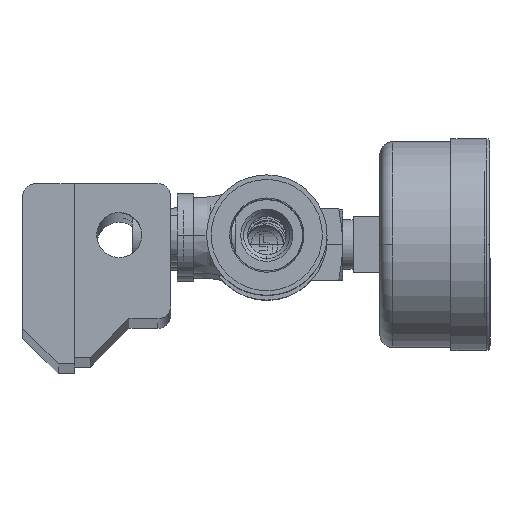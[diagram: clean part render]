
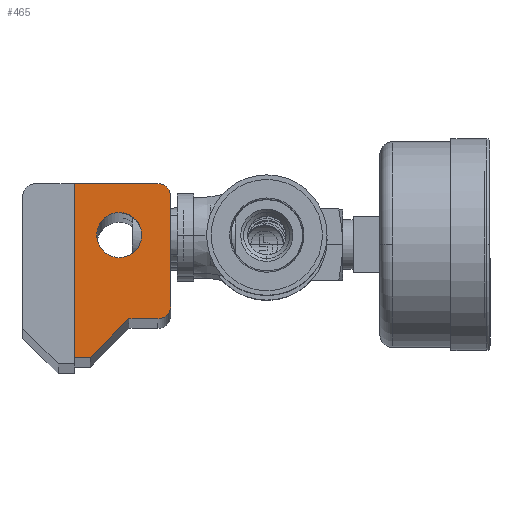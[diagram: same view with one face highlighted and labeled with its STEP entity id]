
A CAD part, top view. The second image highlights one B-rep face of the part: STEP entity #465.
In plain terms, the highlighted planar face has unit normal (0, 0, 1).
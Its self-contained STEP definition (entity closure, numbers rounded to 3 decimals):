
#465=ADVANCED_FACE('',(#1732,#1733),#1734,.T.);
#1732=FACE_BOUND('',#4272,.T.);
#1733=FACE_OUTER_BOUND('',#4273,.T.);
#1734=PLANE('',#4274);
#4272=EDGE_LOOP('',(#9309,#9310));
#4273=EDGE_LOOP('',(#9311,#9312,#9313,#9314,#9315,#9316,#9317,#9318));
#4274=AXIS2_PLACEMENT_3D('',#9319,#9320,#9321);
#9309=ORIENTED_EDGE('',*,*,#17383,.T.);
#9310=ORIENTED_EDGE('',*,*,#17576,.T.);
#9311=ORIENTED_EDGE('',*,*,#17577,.F.);
#9312=ORIENTED_EDGE('',*,*,#17599,.F.);
#9313=ORIENTED_EDGE('',*,*,#17596,.F.);
#9314=ORIENTED_EDGE('',*,*,#17593,.F.);
#9315=ORIENTED_EDGE('',*,*,#17590,.F.);
#9316=ORIENTED_EDGE('',*,*,#17587,.F.);
#9317=ORIENTED_EDGE('',*,*,#17584,.F.);
#9318=ORIENTED_EDGE('',*,*,#17581,.F.);
#9319=CARTESIAN_POINT('',(-1.923,5.449,1371.6));
#9320=DIRECTION('',(0.0,0.0,1.0));
#9321=DIRECTION('',(1.0,0.0,0.0));
#17383=EDGE_CURVE('',#20114,#20111,#20115,.T.);
#17576=EDGE_CURVE('',#20111,#20114,#20435,.T.);
#17577=EDGE_CURVE('',#20436,#20437,#20438,.T.);
#17581=EDGE_CURVE('',#20437,#20444,#20445,.T.);
#17584=EDGE_CURVE('',#20444,#20449,#20450,.T.);
#17587=EDGE_CURVE('',#20449,#20454,#20455,.T.);
#17590=EDGE_CURVE('',#20454,#20459,#20460,.T.);
#17593=EDGE_CURVE('',#20459,#20464,#20465,.T.);
#17596=EDGE_CURVE('',#20464,#20469,#20470,.T.);
#17599=EDGE_CURVE('',#20469,#20436,#20474,.T.);
#20111=VERTEX_POINT('',#24630);
#20114=VERTEX_POINT('',#24634);
#20115=CIRCLE('',#24635,5.556);
#20435=CIRCLE('',#25019,5.556);
#20436=VERTEX_POINT('',#25020);
#20437=VERTEX_POINT('',#25021);
#20438=CIRCLE('',#25022,3.175);
#20444=VERTEX_POINT('',#25030);
#20445=LINE('',#25031,#25032);
#20449=VERTEX_POINT('',#25038);
#20450=CIRCLE('',#25039,3.175);
#20454=VERTEX_POINT('',#25044);
#20455=LINE('',#25045,#25046);
#20459=VERTEX_POINT('',#25052);
#20460=LINE('',#25053,#25054);
#20464=VERTEX_POINT('',#25060);
#20465=LINE('',#25061,#25062);
#20469=VERTEX_POINT('',#25068);
#20470=LINE('',#25069,#25070);
#20474=LINE('',#25076,#25077);
#24630=CARTESIAN_POINT('',(-6.992,12.392,1371.6));
#24634=CARTESIAN_POINT('',(4.121,12.392,1371.6));
#24635=AXIS2_PLACEMENT_3D('',#33995,#33996,#33997);
#25019=AXIS2_PLACEMENT_3D('',#34446,#34447,#34448);
#25020=CARTESIAN_POINT('',(8.09,25.092,1371.6));
#25021=CARTESIAN_POINT('',(11.265,21.917,1371.6));
#25022=AXIS2_PLACEMENT_3D('',#34449,#34450,#34451);
#25030=CARTESIAN_POINT('',(11.265,-5.071,1371.6));
#25031=CARTESIAN_POINT('',(11.265,21.917,1371.6));
#25032=VECTOR('',#34457,26.988);
#25038=CARTESIAN_POINT('',(8.09,-8.246,1371.6));
#25039=AXIS2_PLACEMENT_3D('',#34460,#34461,#34462);
#25044=CARTESIAN_POINT('',(0.946,-8.246,1371.6));
#25045=CARTESIAN_POINT('',(8.09,-8.246,1371.6));
#25046=VECTOR('',#34467,7.144);
#25052=CARTESIAN_POINT('',(-8.579,-17.771,1371.6));
#25053=CARTESIAN_POINT('',(0.946,-8.246,1371.6));
#25054=VECTOR('',#34470,13.47);
#25060=CARTESIAN_POINT('',(-12.548,-17.771,1371.6));
#25061=CARTESIAN_POINT('',(-8.579,-17.771,1371.6));
#25062=VECTOR('',#34473,3.969);
#25068=CARTESIAN_POINT('',(-12.548,25.092,1371.6));
#25069=CARTESIAN_POINT('',(-12.548,-17.771,1371.6));
#25070=VECTOR('',#34476,42.863);
#25076=CARTESIAN_POINT('',(-12.548,25.092,1371.6));
#25077=VECTOR('',#34479,20.638);
#33995=CARTESIAN_POINT('',(-1.435,12.392,1371.6));
#33996=DIRECTION('',(0.0,0.0,-1.0));
#33997=DIRECTION('',(-1.0,0.0,0.0));
#34446=CARTESIAN_POINT('',(-1.435,12.392,1371.6));
#34447=DIRECTION('',(0.0,0.0,-1.0));
#34448=DIRECTION('',(-1.0,0.0,0.0));
#34449=CARTESIAN_POINT('',(8.09,21.917,1371.6));
#34450=DIRECTION('',(0.0,0.0,-1.0));
#34451=DIRECTION('',(-1.0,0.,0.0));
#34457=DIRECTION('',(0.,-1.0,0.0));
#34460=CARTESIAN_POINT('',(8.09,-5.071,1371.6));
#34461=DIRECTION('',(0.0,0.0,-1.0));
#34462=DIRECTION('',(0.,1.0,0.0));
#34467=DIRECTION('',(-1.0,0.,0.0));
#34470=DIRECTION('',(-0.707,-0.707,0.0));
#34473=DIRECTION('',(-1.0,0.0,0.0));
#34476=DIRECTION('',(0.,1.0,0.0));
#34479=DIRECTION('',(1.0,0.0,0.0));
